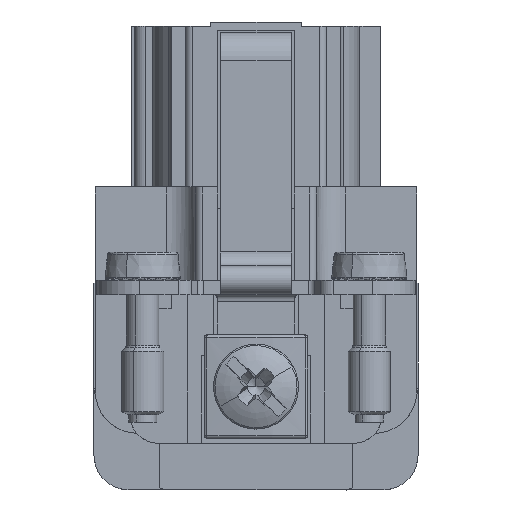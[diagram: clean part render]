
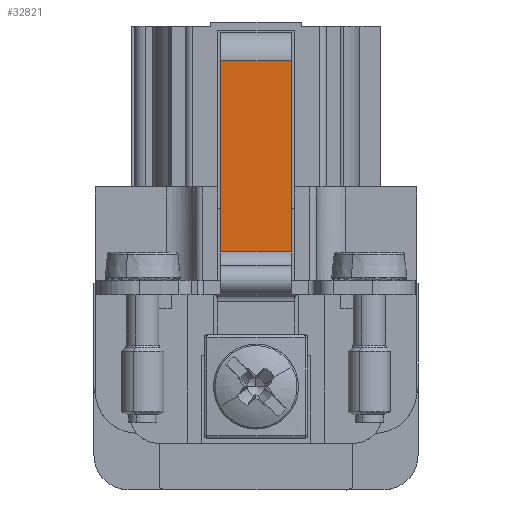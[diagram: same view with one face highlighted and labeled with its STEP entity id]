
A CAD part, front view. The second image highlights one B-rep face of the part: STEP entity #32821.
In plain terms, the highlighted planar face has unit normal (0, -1, 0).
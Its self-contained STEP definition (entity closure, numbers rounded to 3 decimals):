
#32794=AXIS2_PLACEMENT_3D('Plane Axis2P3D',#32791,#32792,#32793) ;
#32756=CARTESIAN_POINT('Line Origine',(11.45,8.3,30.32)) ;
#32760=CARTESIAN_POINT('Vertex',(13.95,8.3,30.32)) ;
#32762=CARTESIAN_POINT('Vertex',(8.95,8.3,30.32)) ;
#32791=CARTESIAN_POINT('Axis2P3D Location',(11.45,8.3,30.32)) ;
#32796=CARTESIAN_POINT('Line Origine',(11.45,8.3,16.82)) ;
#32800=CARTESIAN_POINT('Vertex',(13.95,8.3,16.82)) ;
#32802=CARTESIAN_POINT('Vertex',(8.95,8.3,16.82)) ;
#32805=CARTESIAN_POINT('Line Origine',(13.95,8.3,23.57)) ;
#32810=CARTESIAN_POINT('Line Origine',(8.95,8.3,23.57)) ;
#32757=DIRECTION('Vector Direction',(-1.,0.,0.)) ;
#32792=DIRECTION('Axis2P3D Direction',(0.,1.,0.)) ;
#32793=DIRECTION('Axis2P3D XDirection',(0.,0.,-1.)) ;
#32797=DIRECTION('Vector Direction',(-1.,0.,0.)) ;
#32806=DIRECTION('Vector Direction',(0.,0.,-1.)) ;
#32811=DIRECTION('Vector Direction',(0.,0.,-1.)) ;
#32758=VECTOR('Line Direction',#32757,1.) ;
#32798=VECTOR('Line Direction',#32797,1.) ;
#32807=VECTOR('Line Direction',#32806,1.) ;
#32812=VECTOR('Line Direction',#32811,1.) ;
#32816=ORIENTED_EDGE('',*,*,#32804,.F.) ;
#32817=ORIENTED_EDGE('',*,*,#32809,.T.) ;
#32818=ORIENTED_EDGE('',*,*,#32764,.T.) ;
#32819=ORIENTED_EDGE('',*,*,#32814,.F.) ;
#32821=ADVANCED_FACE('Hauptk\X2\00F6\X0\rper',(#32820),#32795,.F.) ;
#32764=EDGE_CURVE('',#32761,#32763,#32759,.T.) ;
#32804=EDGE_CURVE('',#32801,#32803,#32799,.T.) ;
#32809=EDGE_CURVE('',#32801,#32761,#32808,.F.) ;
#32814=EDGE_CURVE('',#32803,#32763,#32813,.F.) ;
#32815=EDGE_LOOP('',(#32816,#32817,#32818,#32819)) ;
#32820=FACE_OUTER_BOUND('',#32815,.T.) ;
#32759=LINE('Line',#32756,#32758) ;
#32799=LINE('Line',#32796,#32798) ;
#32808=LINE('Line',#32805,#32807) ;
#32813=LINE('Line',#32810,#32812) ;
#32795=PLANE('',#32794) ;
#32761=VERTEX_POINT('',#32760) ;
#32763=VERTEX_POINT('',#32762) ;
#32801=VERTEX_POINT('',#32800) ;
#32803=VERTEX_POINT('',#32802) ;
